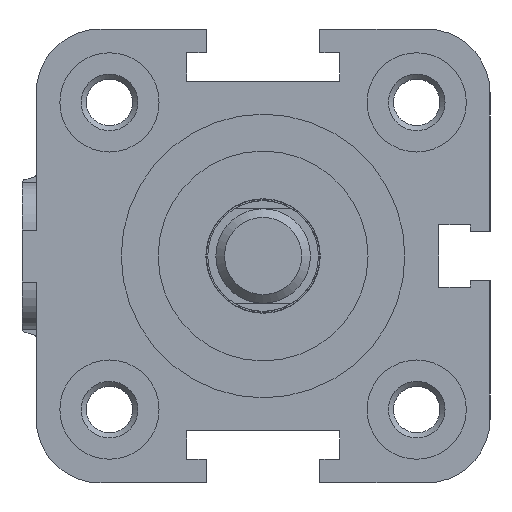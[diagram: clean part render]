
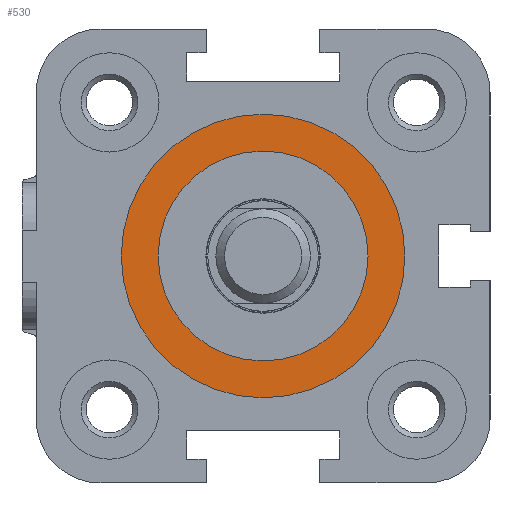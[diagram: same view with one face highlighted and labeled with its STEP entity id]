
A CAD part, left-side view. The second image highlights one B-rep face of the part: STEP entity #530.
In plain terms, the highlighted planar face has unit normal (-1, 0, 0).
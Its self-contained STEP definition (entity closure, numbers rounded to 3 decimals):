
#530 = ADVANCED_FACE( '', ( #1197, #1198 ), #1199, .F. );
#1197 = FACE_OUTER_BOUND( '', #2095, .T. );
#1198 = FACE_BOUND( '', #2096, .T. );
#1199 = PLANE( '', #2097 );
#2095 = EDGE_LOOP( '', ( #3422 ) );
#2096 = EDGE_LOOP( '', ( #3423 ) );
#2097 = AXIS2_PLACEMENT_3D( '', #3424, #3425, #3426 );
#3422 = ORIENTED_EDGE( '', *, *, #5530, .F. );
#3423 = ORIENTED_EDGE( '', *, *, #5531, .T. );
#3424 = CARTESIAN_POINT( '', ( 2., 35.1, 24. ) );
#3425 = DIRECTION( '', ( 1., 0., 0. ) );
#3426 = DIRECTION( '', ( 0., 0., -1. ) );
#5530 = EDGE_CURVE( '', #6729, #6729, #6730, .T. );
#5531 = EDGE_CURVE( '', #6731, #6731, #6732, .T. );
#6729 = VERTEX_POINT( '', #8333 );
#6730 = CIRCLE( '', #8334, 15. );
#6731 = VERTEX_POINT( '', #8335 );
#6732 = CIRCLE( '', #8336, 11.1 );
#8333 = CARTESIAN_POINT( '', ( 2., 24., 9. ) );
#8334 = AXIS2_PLACEMENT_3D( '', #9835, #9836, #9837 );
#8335 = CARTESIAN_POINT( '', ( 2., 24., 12.9 ) );
#8336 = AXIS2_PLACEMENT_3D( '', #9838, #9839, #9840 );
#9835 = CARTESIAN_POINT( '', ( 2., 24., 24. ) );
#9836 = DIRECTION( '', ( 1., 0., 0. ) );
#9837 = DIRECTION( '', ( 0., 0., -1. ) );
#9838 = CARTESIAN_POINT( '', ( 2., 24., 24. ) );
#9839 = DIRECTION( '', ( 1., 0., 0. ) );
#9840 = DIRECTION( '', ( 0., 0., -1. ) );
